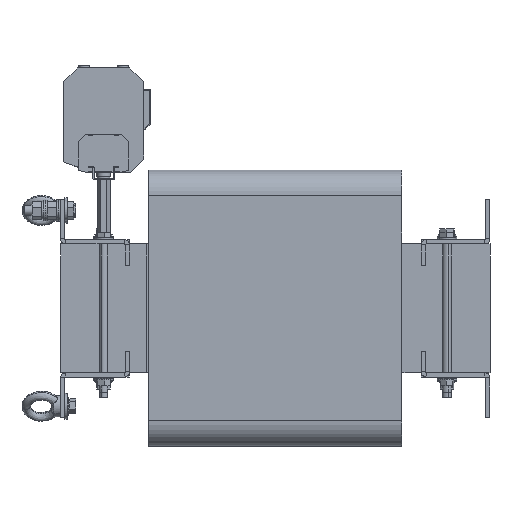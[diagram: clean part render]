
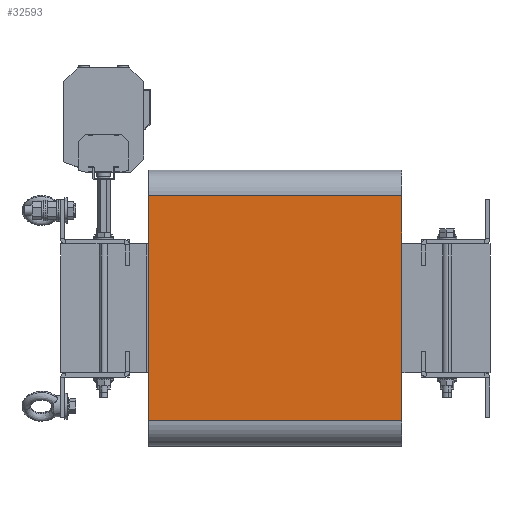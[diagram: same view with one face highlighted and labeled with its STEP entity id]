
A CAD part, left-side view. The second image highlights one B-rep face of the part: STEP entity #32593.
In plain terms, the highlighted planar face has unit normal (-1, 0, 0).
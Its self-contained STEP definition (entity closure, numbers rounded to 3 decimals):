
#5459 = ORIENTED_EDGE ( 'NONE', *, *, #41623, .T. ) ;
#5554 = VECTOR ( 'NONE', #24415, 1000. ) ;
#5860 = ORIENTED_EDGE ( 'NONE', *, *, #11324, .F. ) ;
#8451 = DIRECTION ( 'NONE',  ( 0., -1., 0. ) ) ;
#9683 = VERTEX_POINT ( 'NONE', #33332 ) ;
#11031 = CARTESIAN_POINT ( 'NONE',  ( -300., 147.5, 131. ) ) ;
#11097 = LINE ( 'NONE', #27793, #5554 ) ;
#11324 = EDGE_CURVE ( 'NONE', #9683, #18481, #37319, .T. ) ;
#11390 = CARTESIAN_POINT ( 'NONE',  ( -300., -147.5, -131. ) ) ;
#16380 = EDGE_LOOP ( 'NONE', ( #17079, #21293, #5860, #5459 ) ) ;
#17079 = ORIENTED_EDGE ( 'NONE', *, *, #29257, .T. ) ;
#18481 = VERTEX_POINT ( 'NONE', #24675 ) ;
#20499 = VECTOR ( 'NONE', #40826, 1000. ) ;
#20971 = LINE ( 'NONE', #40901, #22429 ) ;
#21293 = ORIENTED_EDGE ( 'NONE', *, *, #37380, .F. ) ;
#21544 = DIRECTION ( 'NONE',  ( 0., 0., 1. ) ) ;
#22429 = VECTOR ( 'NONE', #21544, 1000. ) ;
#22608 = FACE_OUTER_BOUND ( 'NONE', #16380, .T. ) ;
#24393 = CARTESIAN_POINT ( 'NONE',  ( -300., 147.5, 131. ) ) ;
#24415 = DIRECTION ( 'NONE',  ( 0., -1., 0. ) ) ;
#24528 = DIRECTION ( 'NONE',  ( 1., 0., 0. ) ) ;
#24675 = CARTESIAN_POINT ( 'NONE',  ( -300., 147.5, 131. ) ) ;
#25647 = CARTESIAN_POINT ( 'NONE',  ( -300., -147.5, 131. ) ) ;
#27157 = VECTOR ( 'NONE', #35669, 1000. ) ;
#27793 = CARTESIAN_POINT ( 'NONE',  ( -300., 147.5, -131. ) ) ;
#28288 = VERTEX_POINT ( 'NONE', #11390 ) ;
#29257 = EDGE_CURVE ( 'NONE', #28288, #40095, #20971, .T. ) ;
#30728 = PLANE ( 'NONE',  #36289 ) ;
#32593 = ADVANCED_FACE ( 'NONE', ( #22608 ), #30728, .F. ) ;
#33332 = CARTESIAN_POINT ( 'NONE',  ( -300., 147.5, -131. ) ) ;
#34131 = LINE ( 'NONE', #11031, #20499 ) ;
#35669 = DIRECTION ( 'NONE',  ( 0., 0., 1. ) ) ;
#36289 = AXIS2_PLACEMENT_3D ( 'NONE', #24393, #24528, #8451 ) ;
#37319 = LINE ( 'NONE', #39190, #27157 ) ;
#37380 = EDGE_CURVE ( 'NONE', #18481, #40095, #34131, .T. ) ;
#39190 = CARTESIAN_POINT ( 'NONE',  ( -300., 147.5, 131. ) ) ;
#40095 = VERTEX_POINT ( 'NONE', #25647 ) ;
#40826 = DIRECTION ( 'NONE',  ( 0., -1., 0. ) ) ;
#40901 = CARTESIAN_POINT ( 'NONE',  ( -300., -147.5, 131. ) ) ;
#41623 = EDGE_CURVE ( 'NONE', #9683, #28288, #11097, .T. ) ;
